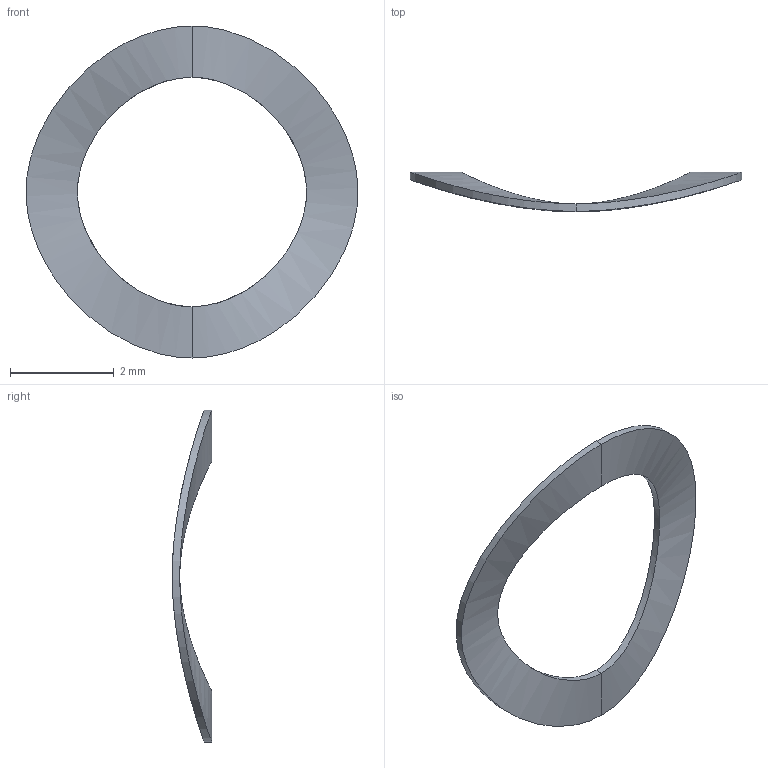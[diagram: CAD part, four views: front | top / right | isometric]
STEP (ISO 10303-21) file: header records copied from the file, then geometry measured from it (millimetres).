
FILE_DESCRIPTION (( 'STEP AP203' ), '1' );
FILE_NAME ('9714K22.step', '2015-01-06T14:51:53', ( '' ), ( '' ), 'SwSTEP 2.0', 'SolidWorks 2010', '' );
FILE_SCHEMA (( 'CONFIG_CONTROL_DESIGN' ));
Length unit declared in the file: inch
Products named in the file (1): 9714K22
Bounding box: 6.4 x 0.76 x 6.4 mm (x, y, z)
Volume: 2.4 mm3; surface area: 38 mm2
Topology: 1 solids, 1 shells, 8 faces, 16 edges, 8 vertices
Faces by surface type: bspline 8
Entity records: 367 total; most frequent: CARTESIAN_POINT 177, ORIENTED_EDGE 32, B_SPLINE_CURVE_WITH_KNOTS 16, EDGE_CURVE 16, EDGE_LOOP 8, B_SPLINE_SURFACE_WITH_KNOTS 8, FACE_OUTER_BOUND 8, VERTEX_POINT 8
